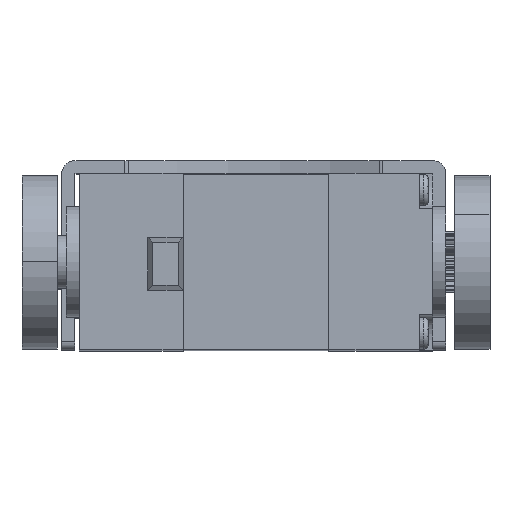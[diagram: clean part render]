
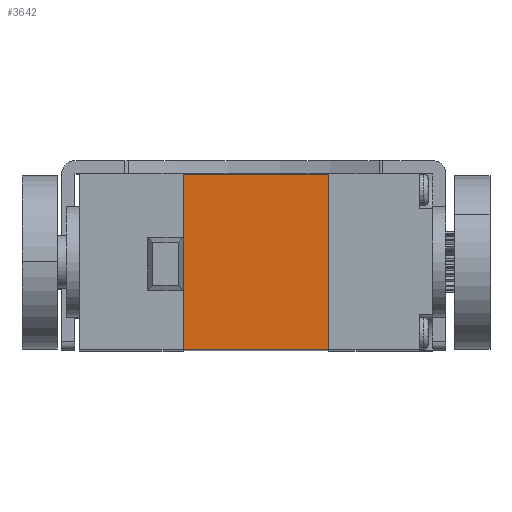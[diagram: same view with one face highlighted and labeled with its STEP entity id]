
A CAD part, top view. The second image highlights one B-rep face of the part: STEP entity #3642.
In plain terms, the highlighted face is planar.
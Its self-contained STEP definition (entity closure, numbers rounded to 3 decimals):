
#98 = LINE ( 'NONE', #7944, #19103 ) ;
#635 = LINE ( 'NONE', #12500, #15050 ) ;
#834 = LINE ( 'NONE', #5219, #1759 ) ;
#1759 = VECTOR ( 'NONE', #9985, 1000. ) ;
#1774 = PLANE ( 'NONE',  #2041 ) ;
#2016 = VERTEX_POINT ( 'NONE', #9385 ) ;
#2041 = AXIS2_PLACEMENT_3D ( 'NONE', #13645, #10928, #15385 ) ;
#2362 = LINE ( 'NONE', #18699, #13146 ) ;
#2482 = ORIENTED_EDGE ( 'NONE', *, *, #7018, .T. ) ;
#3020 = EDGE_CURVE ( 'NONE', #17538, #2016, #834, .T. ) ;
#3642 = ADVANCED_FACE ( 'NONE', ( #15283 ), #1774, .F. ) ;
#5219 = CARTESIAN_POINT ( 'NONE',  ( 0., 19.9, 19.9 ) ) ;
#5368 = DIRECTION ( 'NONE',  ( 0., 0., 1. ) ) ;
#5464 = ORIENTED_EDGE ( 'NONE', *, *, #6376, .T. ) ;
#6376 = EDGE_CURVE ( 'NONE', #17538, #12175, #635, .T. ) ;
#6382 = EDGE_CURVE ( 'NONE', #15654, #12175, #98, .T. ) ;
#6411 = ORIENTED_EDGE ( 'NONE', *, *, #3020, .F. ) ;
#6748 = ORIENTED_EDGE ( 'NONE', *, *, #6382, .F. ) ;
#7018 = EDGE_CURVE ( 'NONE', #15654, #2016, #2362, .T. ) ;
#7944 = CARTESIAN_POINT ( 'NONE',  ( 0., 19.9, 0.1 ) ) ;
#8893 = CARTESIAN_POINT ( 'NONE',  ( 8.25, 19.9, 19.9 ) ) ;
#9385 = CARTESIAN_POINT ( 'NONE',  ( -8.25, 19.9, 19.9 ) ) ;
#9985 = DIRECTION ( 'NONE',  ( -1., 0., 0. ) ) ;
#10566 = CARTESIAN_POINT ( 'NONE',  ( -8.25, 19.9, 0.1 ) ) ;
#10928 = DIRECTION ( 'NONE',  ( 0., -1., 0. ) ) ;
#12175 = VERTEX_POINT ( 'NONE', #12300 ) ;
#12300 = CARTESIAN_POINT ( 'NONE',  ( 8.25, 19.9, 0.1 ) ) ;
#12500 = CARTESIAN_POINT ( 'NONE',  ( 8.25, 19.9, 20. ) ) ;
#12620 = EDGE_LOOP ( 'NONE', ( #2482, #6411, #5464, #6748 ) ) ;
#13146 = VECTOR ( 'NONE', #5368, 1000. ) ;
#13645 = CARTESIAN_POINT ( 'NONE',  ( 0., 19.9, 0. ) ) ;
#15050 = VECTOR ( 'NONE', #16782, 1000. ) ;
#15283 = FACE_OUTER_BOUND ( 'NONE', #12620, .T. ) ;
#15385 = DIRECTION ( 'NONE',  ( 0., 0., -1. ) ) ;
#15422 = DIRECTION ( 'NONE',  ( 1., 0., 0. ) ) ;
#15654 = VERTEX_POINT ( 'NONE', #10566 ) ;
#16782 = DIRECTION ( 'NONE',  ( 0., 0., -1. ) ) ;
#17538 = VERTEX_POINT ( 'NONE', #8893 ) ;
#18699 = CARTESIAN_POINT ( 'NONE',  ( -8.25, 19.9, 20. ) ) ;
#19103 = VECTOR ( 'NONE', #15422, 1000. ) ;
